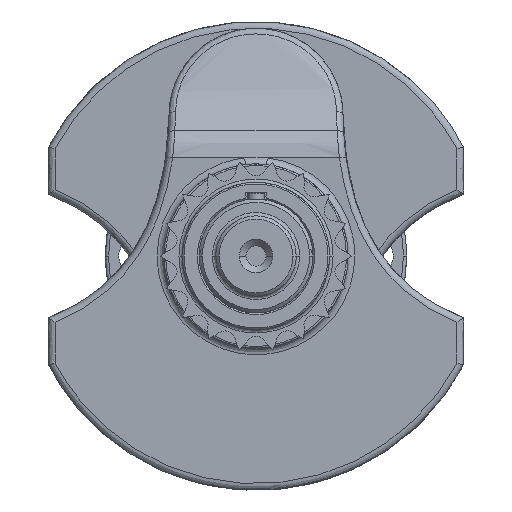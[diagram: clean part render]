
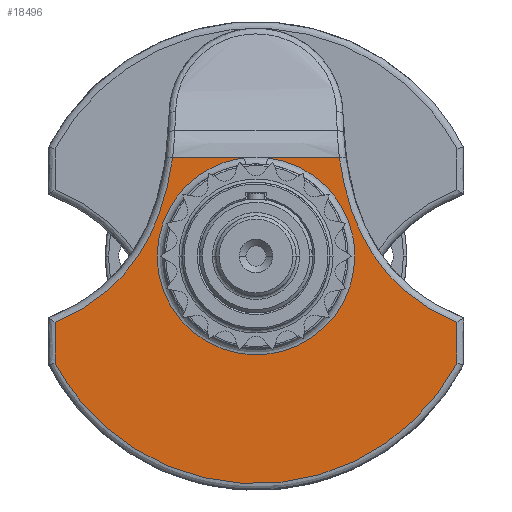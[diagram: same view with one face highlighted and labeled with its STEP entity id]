
A CAD part, left-side view. The second image highlights one B-rep face of the part: STEP entity #18496.
In plain terms, the highlighted free-form (B-spline) face has degree [1, 1] with [2, 2] control points.
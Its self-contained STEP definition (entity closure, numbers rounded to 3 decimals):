
#17854 = VERTEX_POINT('',#17855);
#17855 = CARTESIAN_POINT('',(-102.76,9.007,
    26.623));
#17957 = VERTEX_POINT('',#17958);
#17958 = CARTESIAN_POINT('',(-102.76,-36.261,
    26.623));
#18041 = EDGE_CURVE('',#18042,#17854,#18044,.T.);
#18042 = VERTEX_POINT('',#18043);
#18043 = CARTESIAN_POINT('',(-102.76,40.881,
    -18.033));
#18044 = B_SPLINE_CURVE_WITH_KNOTS('',5,(#18045,#18046,#18047,#18048,
    #18049,#18050,#18051,#18052,#18053,#18054,#18055,#18056,#18057,
    #18058,#18059),.UNSPECIFIED.,.F.,.F.,(6,3,3,3,6),(39.426,
    67.475,95.997,126.415,127.669),
  .UNSPECIFIED.);
#18045 = CARTESIAN_POINT('',(-102.76,40.881,
    -18.033));
#18046 = CARTESIAN_POINT('',(-102.76,37.449,
    -16.619));
#18047 = CARTESIAN_POINT('',(-102.76,34.177,
    -14.959));
#18048 = CARTESIAN_POINT('',(-102.76,31.092,
    -13.042));
#18049 = CARTESIAN_POINT('',(-102.76,25.307,
    -8.653));
#18050 = CARTESIAN_POINT('',(-102.76,20.493,
    -3.265));
#18051 = CARTESIAN_POINT('',(-102.76,18.334,
    -0.31));
#18052 = CARTESIAN_POINT('',(-102.76,14.443,
    6.233));
#18053 = CARTESIAN_POINT('',(-102.76,11.696,
    13.547));
#18054 = CARTESIAN_POINT('',(-102.76,10.575,
    17.491));
#18055 = CARTESIAN_POINT('',(-102.76,9.692,
    21.738));
#18056 = CARTESIAN_POINT('',(-102.76,9.078,
    26.104));
#18057 = CARTESIAN_POINT('',(-102.76,9.054,
    26.277));
#18058 = CARTESIAN_POINT('',(-102.76,9.03,
    26.45));
#18059 = CARTESIAN_POINT('',(-102.76,9.007,
    26.623));
#18190 = VERTEX_POINT('',#18191);
#18191 = CARTESIAN_POINT('',(-102.76,40.881,
    -29.071));
#18200 = EDGE_CURVE('',#18042,#18190,#18201,.T.);
#18201 = B_SPLINE_CURVE_WITH_KNOTS('',1,(#18202,#18203),.UNSPECIFIED.,
  .F.,.F.,(2,2),(-0.497,11.653),.PIECEWISE_BEZIER_KNOTS.);
#18202 = CARTESIAN_POINT('',(-102.76,40.881,
    -18.033));
#18203 = CARTESIAN_POINT('',(-102.76,40.881,
    -29.071));
#18218 = VERTEX_POINT('',#18219);
#18219 = CARTESIAN_POINT('',(-102.76,-68.135,
    -29.071));
#18228 = EDGE_CURVE('',#18218,#18190,#18229,.T.);
#18229 = ( BOUNDED_CURVE() B_SPLINE_CURVE(2,(#18230,#18231,#18232),
.UNSPECIFIED.,.F.,.F.) B_SPLINE_CURVE_WITH_KNOTS((3,3),(2.061,
4.222),.PIECEWISE_BEZIER_KNOTS.) CURVE() 
GEOMETRIC_REPRESENTATION_ITEM() RATIONAL_B_SPLINE_CURVE((1.,
0.471,1.)) REPRESENTATION_ITEM('') );
#18230 = CARTESIAN_POINT('',(-102.76,-68.135,
    -29.071));
#18231 = CARTESIAN_POINT('',(-102.76,-13.627,
    -131.274));
#18232 = CARTESIAN_POINT('',(-102.76,40.881,
    -29.071));
#18250 = VERTEX_POINT('',#18251);
#18251 = CARTESIAN_POINT('',(-102.76,-68.135,
    -18.033));
#18266 = EDGE_CURVE('',#18250,#18218,#18267,.T.);
#18267 = B_SPLINE_CURVE_WITH_KNOTS('',1,(#18268,#18269),.UNSPECIFIED.,
  .F.,.F.,(2,2),(-0.497,11.653),.PIECEWISE_BEZIER_KNOTS.);
#18268 = CARTESIAN_POINT('',(-102.76,-68.135,
    -18.033));
#18269 = CARTESIAN_POINT('',(-102.76,-68.135,
    -29.071));
#18281 = EDGE_CURVE('',#18250,#17957,#18282,.T.);
#18282 = B_SPLINE_CURVE_WITH_KNOTS('',5,(#18283,#18284,#18285,#18286,
    #18287,#18288,#18289,#18290,#18291,#18292,#18293,#18294),
  .UNSPECIFIED.,.F.,.F.,(6,3,3,6),(39.41,71.42,
    100.599,127.655),.UNSPECIFIED.);
#18283 = CARTESIAN_POINT('',(-102.76,-68.135,
    -18.033));
#18284 = CARTESIAN_POINT('',(-102.76,-64.219,
    -16.419));
#18285 = CARTESIAN_POINT('',(-102.76,-60.51,
    -14.485));
#18286 = CARTESIAN_POINT('',(-102.76,-57.051,
    -12.215));
#18287 = CARTESIAN_POINT('',(-102.76,-51.,
    -7.229));
#18288 = CARTESIAN_POINT('',(-102.76,-46.121,
    -1.105));
#18289 = CARTESIAN_POINT('',(-102.76,-44.081,
    2.054));
#18290 = CARTESIAN_POINT('',(-102.76,-40.704,
    8.538));
#18291 = CARTESIAN_POINT('',(-102.76,-38.354,
    15.669));
#18292 = CARTESIAN_POINT('',(-102.76,-37.451,
    19.225));
#18293 = CARTESIAN_POINT('',(-102.76,-36.759,
    22.882));
#18294 = CARTESIAN_POINT('',(-102.76,-36.261,
    26.623));
#18465 = EDGE_CURVE('',#18466,#17957,#18468,.T.);
#18466 = VERTEX_POINT('',#18467);
#18467 = CARTESIAN_POINT('',(-102.76,-16.7,
    26.623));
#18468 = B_SPLINE_CURVE_WITH_KNOTS('',1,(#18469,#18470),.UNSPECIFIED.,
  .F.,.F.,(2,2),(3.383,24.915),.PIECEWISE_BEZIER_KNOTS.);
#18469 = CARTESIAN_POINT('',(-102.76,-16.7,
    26.623));
#18470 = CARTESIAN_POINT('',(-102.76,-36.261,
    26.623));
#18475 = EDGE_CURVE('',#17854,#18476,#18478,.T.);
#18476 = VERTEX_POINT('',#18477);
#18477 = CARTESIAN_POINT('',(-102.76,-10.554,
    26.623));
#18478 = B_SPLINE_CURVE_WITH_KNOTS('',1,(#18479,#18480),.UNSPECIFIED.,
  .F.,.F.,(2,2),(-24.915,-3.383),
  .PIECEWISE_BEZIER_KNOTS.);
#18479 = CARTESIAN_POINT('',(-102.76,9.007,
    26.623));
#18480 = CARTESIAN_POINT('',(-102.76,-10.554,
    26.623));
#18496 = ADVANCED_FACE('',(#18497),#18530,.F.);
#18497 = FACE_BOUND('',#18498,.F.);
#18498 = EDGE_LOOP('',(#18499,#18500,#18501,#18502,#18503,#18504,#18505,
    #18506,#18514,#18524));
#18499 = ORIENTED_EDGE('',*,*,#18465,.T.);
#18500 = ORIENTED_EDGE('',*,*,#18281,.F.);
#18501 = ORIENTED_EDGE('',*,*,#18266,.T.);
#18502 = ORIENTED_EDGE('',*,*,#18228,.T.);
#18503 = ORIENTED_EDGE('',*,*,#18200,.F.);
#18504 = ORIENTED_EDGE('',*,*,#18041,.T.);
#18505 = ORIENTED_EDGE('',*,*,#18475,.T.);
#18506 = ORIENTED_EDGE('',*,*,#18507,.F.);
#18507 = EDGE_CURVE('',#18508,#18476,#18510,.T.);
#18508 = VERTEX_POINT('',#18509);
#18509 = CARTESIAN_POINT('',(-102.76,13.173,
    0.));
#18510 = ( BOUNDED_CURVE() B_SPLINE_CURVE(2,(#18511,#18512,#18513),
.UNSPECIFIED.,.F.,.F.) B_SPLINE_CURVE_WITH_KNOTS((3,3),(4.712,
6.168),.PIECEWISE_BEZIER_KNOTS.) CURVE() 
GEOMETRIC_REPRESENTATION_ITEM() RATIONAL_B_SPLINE_CURVE((1.,
0.747,1.)) REPRESENTATION_ITEM('') );
#18511 = CARTESIAN_POINT('',(-102.76,13.173,
    0.));
#18512 = CARTESIAN_POINT('',(-102.76,13.173,
    23.884));
#18513 = CARTESIAN_POINT('',(-102.76,-10.554,
    26.623));
#18514 = ORIENTED_EDGE('',*,*,#18515,.F.);
#18515 = EDGE_CURVE('',#18516,#18508,#18518,.T.);
#18516 = VERTEX_POINT('',#18517);
#18517 = CARTESIAN_POINT('',(-102.76,-40.427,
    0.));
#18518 = ( BOUNDED_CURVE() B_SPLINE_CURVE(2,(#18519,#18520,#18521,#18522
,#18523),.UNSPECIFIED.,.F.,.F.) B_SPLINE_CURVE_WITH_KNOTS((3,2,3),(
    1.571,3.142,4.712),
.PIECEWISE_BEZIER_KNOTS.) CURVE() GEOMETRIC_REPRESENTATION_ITEM() 
RATIONAL_B_SPLINE_CURVE((1.,0.707,1.,0.707,1.)) 
REPRESENTATION_ITEM('') );
#18519 = CARTESIAN_POINT('',(-102.76,-40.427,
    0.));
#18520 = CARTESIAN_POINT('',(-102.76,-40.427,
    -26.8));
#18521 = CARTESIAN_POINT('',(-102.76,-13.627,
    -26.8));
#18522 = CARTESIAN_POINT('',(-102.76,13.173,
    -26.8));
#18523 = CARTESIAN_POINT('',(-102.76,13.173,
    0.));
#18524 = ORIENTED_EDGE('',*,*,#18525,.F.);
#18525 = EDGE_CURVE('',#18466,#18516,#18526,.T.);
#18526 = ( BOUNDED_CURVE() B_SPLINE_CURVE(2,(#18527,#18528,#18529),
.UNSPECIFIED.,.F.,.F.) B_SPLINE_CURVE_WITH_KNOTS((3,3),(0.115,
1.571),.PIECEWISE_BEZIER_KNOTS.) CURVE() 
GEOMETRIC_REPRESENTATION_ITEM() RATIONAL_B_SPLINE_CURVE((1.,
0.747,1.)) REPRESENTATION_ITEM('') );
#18527 = CARTESIAN_POINT('',(-102.76,-16.7,
    26.623));
#18528 = CARTESIAN_POINT('',(-102.76,-40.427,
    23.884));
#18529 = CARTESIAN_POINT('',(-102.76,-40.427,
    0.));
#18530 = B_SPLINE_SURFACE_WITH_KNOTS('',1,1,(
    (#18531,#18532)
    ,(#18533,#18534
    )),.UNSPECIFIED.,.F.,.F.,.F.,(2,2),(2,2),(-60.,60.),(-68.,
    29.305),.PIECEWISE_BEZIER_KNOTS.);
#18531 = CARTESIAN_POINT('',(-102.76,-68.135,
    -61.776));
#18532 = CARTESIAN_POINT('',(-102.76,-68.135,
    26.623));
#18533 = CARTESIAN_POINT('',(-102.76,40.881,
    -61.776));
#18534 = CARTESIAN_POINT('',(-102.76,40.881,
    26.623));
